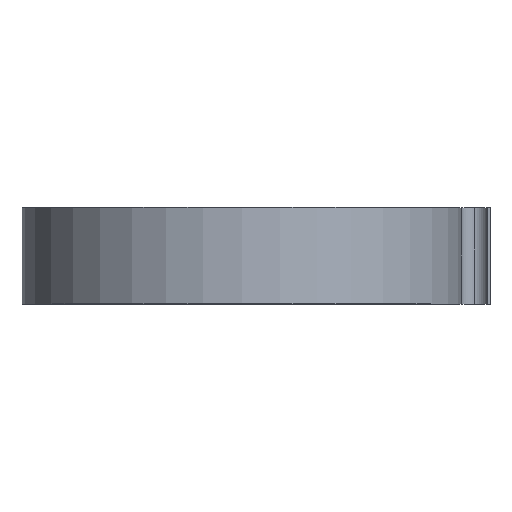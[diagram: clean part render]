
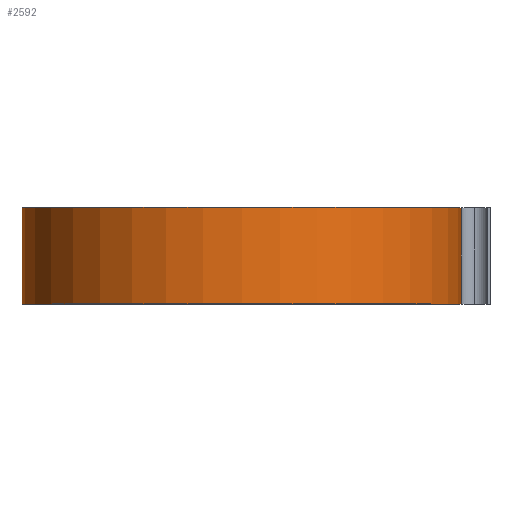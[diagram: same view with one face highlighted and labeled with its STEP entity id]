
A CAD part, top view. The second image highlights one B-rep face of the part: STEP entity #2592.
In plain terms, the highlighted cylindrical face has radius 41 mm (diameter 82 mm), a partial arc.
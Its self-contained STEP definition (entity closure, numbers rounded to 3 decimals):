
#120 = CARTESIAN_POINT ( 'NONE',  ( -41., 0., 0. ) ) ;
#124 = EDGE_CURVE ( 'NONE', #1195, #3374, #4837, .T. ) ;
#361 = EDGE_CURVE ( 'NONE', #858, #3374, #5118, .T. ) ;
#677 = AXIS2_PLACEMENT_3D ( 'NONE', #1736, #900, #4498 ) ;
#683 = VERTEX_POINT ( 'NONE', #2457 ) ;
#858 = VERTEX_POINT ( 'NONE', #120 ) ;
#867 = CARTESIAN_POINT ( 'NONE',  ( -41., 18., 0. ) ) ;
#900 = DIRECTION ( 'NONE',  ( 0., -1., 0. ) ) ;
#1195 = VERTEX_POINT ( 'NONE', #2801 ) ;
#1261 = VECTOR ( 'NONE', #4426, 1000. ) ;
#1307 = AXIS2_PLACEMENT_3D ( 'NONE', #2409, #2307, #1960 ) ;
#1364 = ORIENTED_EDGE ( 'NONE', *, *, #4328, .T. ) ;
#1648 = EDGE_CURVE ( 'NONE', #683, #1195, #4518, .T. ) ;
#1725 = AXIS2_PLACEMENT_3D ( 'NONE', #3458, #1789, #3824 ) ;
#1736 = CARTESIAN_POINT ( 'NONE',  ( 0., 18., 0. ) ) ;
#1789 = DIRECTION ( 'NONE',  ( 0., 1., 0. ) ) ;
#1960 = DIRECTION ( 'NONE',  ( 1., 0., 0. ) ) ;
#2094 = CYLINDRICAL_SURFACE ( 'NONE', #677, 41. ) ;
#2307 = DIRECTION ( 'NONE',  ( 0., 1., 0. ) ) ;
#2308 = DIRECTION ( 'NONE',  ( 0., -1., 0. ) ) ;
#2409 = CARTESIAN_POINT ( 'NONE',  ( 0., 18., 0. ) ) ;
#2457 = CARTESIAN_POINT ( 'NONE',  ( -41., 18., 0. ) ) ;
#2592 = ADVANCED_FACE ( 'NONE', ( #3742 ), #2094, .T. ) ;
#2801 = CARTESIAN_POINT ( 'NONE',  ( 41., 18., 0. ) ) ;
#3102 = ORIENTED_EDGE ( 'NONE', *, *, #124, .F. ) ;
#3245 = ORIENTED_EDGE ( 'NONE', *, *, #361, .T. ) ;
#3374 = VERTEX_POINT ( 'NONE', #3413 ) ;
#3413 = CARTESIAN_POINT ( 'NONE',  ( 41., 0., 0. ) ) ;
#3458 = CARTESIAN_POINT ( 'NONE',  ( 0., 0., 0. ) ) ;
#3616 = CARTESIAN_POINT ( 'NONE',  ( 41., 18., 0. ) ) ;
#3742 = FACE_OUTER_BOUND ( 'NONE', #4672, .T. ) ;
#3824 = DIRECTION ( 'NONE',  ( 1., 0., 0. ) ) ;
#4098 = VECTOR ( 'NONE', #2308, 1000. ) ;
#4328 = EDGE_CURVE ( 'NONE', #683, #858, #4850, .T. ) ;
#4426 = DIRECTION ( 'NONE',  ( 0., -1., 0. ) ) ;
#4498 = DIRECTION ( 'NONE',  ( 0., 0., -1. ) ) ;
#4518 = CIRCLE ( 'NONE', #1307, 41. ) ;
#4672 = EDGE_LOOP ( 'NONE', ( #3245, #3102, #4866, #1364 ) ) ;
#4837 = LINE ( 'NONE', #3616, #4098 ) ;
#4850 = LINE ( 'NONE', #867, #1261 ) ;
#4866 = ORIENTED_EDGE ( 'NONE', *, *, #1648, .F. ) ;
#5118 = CIRCLE ( 'NONE', #1725, 41. ) ;
